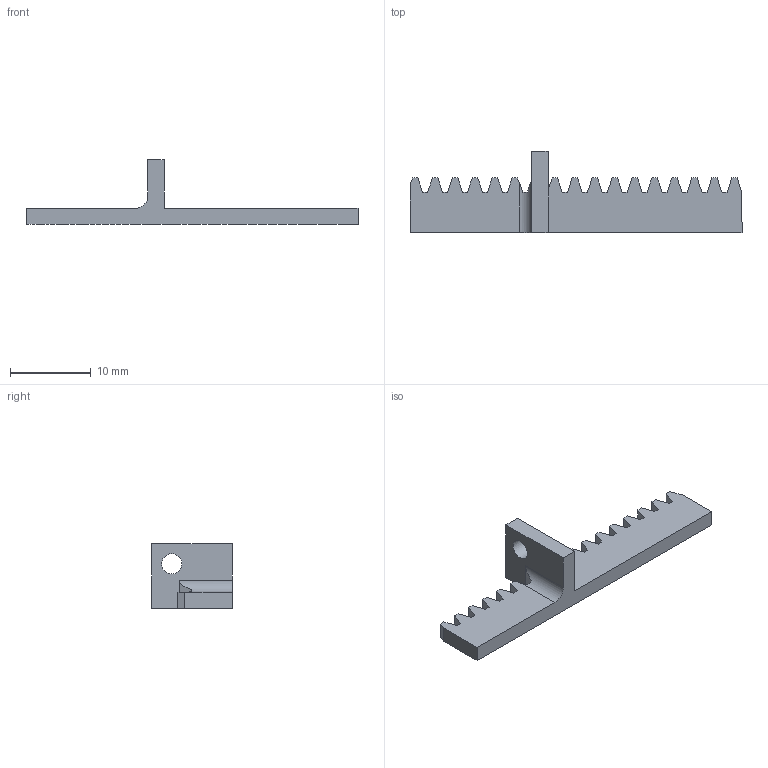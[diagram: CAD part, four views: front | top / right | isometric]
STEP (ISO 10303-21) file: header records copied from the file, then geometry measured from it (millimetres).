
FILE_DESCRIPTION(/* description */ ('Alibre Inc.'),/* implementation_level */ '2;1');
FILE_NAME(/* name */ 'export0',/* time_stamp */ '2013-10-11T23:14:47+01:00',/* author */ (''),/* organization */ (''),/* preprocessor_version */ 'ST-DEVELOPER v14',/* originating_system */ 'Alibre',/* authorisation */ '');
FILE_SCHEMA (('CONFIG_CONTROL_DESIGN'));
Length unit declared in the file: centimetre
Products named in the file (1): ID_1
Bounding box: 41 x 10 x 8 mm (x, y, z)
Volume: 614 mm3; surface area: 929.1 mm2
Topology: 1 solids, 1 shells, 76 faces, 225 edges, 151 vertices
Faces by surface type: bspline 33, plane 25, cylinder 18
Full cylindrical faces by diameter (mm): 2.5 x1
Entity records: 3017 total; most frequent: CARTESIAN_POINT 1125, ORIENTED_EDGE 448, DIRECTION 249, EDGE_CURVE 224, VERTEX_POINT 151, VECTOR 117, LINE 117, EDGE_LOOP 79
